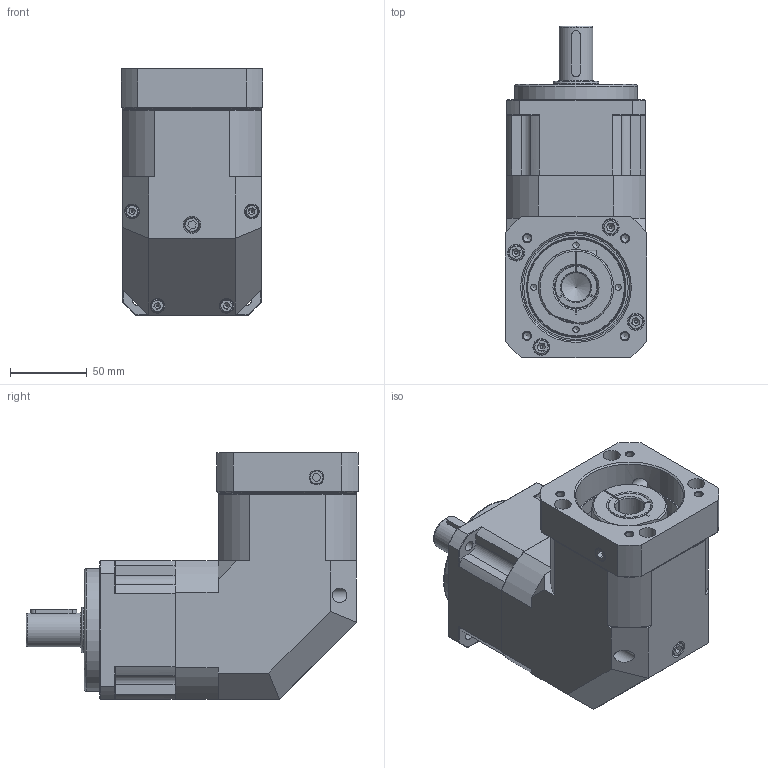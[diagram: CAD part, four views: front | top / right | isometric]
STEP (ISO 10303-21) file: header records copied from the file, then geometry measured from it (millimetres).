
FILE_DESCRIPTION((''),'2;1');
FILE_NAME('PBL90-H-1.stp','2013-10-01T11:09:32',('young'),(''),'Autodesk Inventor 2012','Autodesk Inventor 2012','');
FILE_SCHEMA(('AUTOMOTIVE_DESIGN { 1 0 10303 214 1 1 1 1 }'));
Length unit declared in the file: millimetre
Products named in the file (1): PBL90-H-5(HF-KP73B)
Bounding box: 92 x 216.1 x 160.3 mm (x, y, z)
Volume: 1279851.5 mm3; surface area: 216201.4 mm2
Topology: 22 solids, 23 shells, 682 faces, 1639 edges, 1061 vertices
Faces by surface type: plane 378, cylinder 162, cone 104, torus 20, bspline 18
Full cylindrical faces by diameter (mm): 4 x4, 4.2 x4, 5 x12, 5.1 x1, 5.5 x4, 6 x9, 6.5 x1, 6.8 x9, 8 x1, 8.433 x2, 8.5 x4, 9.5 x7, 10 x5, 11 x4, 17 x1, 19 x1, 22 x1, 28.4 x1, 29.8 x2, 30 x2, 39 x1, 43 x1, 45 x2, 47 x1, 50 x2, 55 x2, 62 x1, 63.92 x18, 65 x2, 68 x1
Entity records: 25267 total; most frequent: CARTESIAN_POINT 10635, DIRECTION 2941, ORIENTED_EDGE 2778, EDGE_CURVE 1389, AXIS2_PLACEMENT_3D 1119, VERTEX_POINT 1013, EDGE_LOOP 950, VECTOR 703
